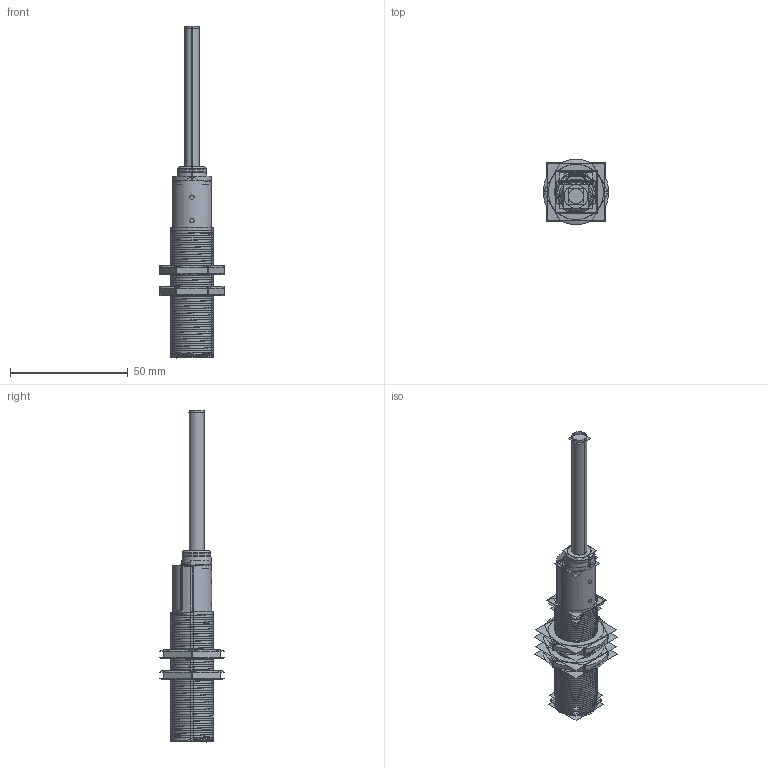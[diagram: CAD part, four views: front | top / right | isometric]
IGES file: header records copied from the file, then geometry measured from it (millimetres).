
Start section:  PTC IGES file: 159655.igs
Global section: file name: 159655.igs; native system: Creo Parametric by Parametric Technology Corporation; preprocessor: 2013230; author: pdmadmin; organization: Unknown; date: 20160303.131646; units: millimetre
Bounding box: 27.99 x 27.77 x 141.14 mm (x, y, z)
Volume: 10326.4 mm3; surface area: 275384 mm2
Topology: 13 solids, 15 shells, 1194 faces, 6040 edges, 7637 vertices
Faces by surface type: revolution 676, bspline 518
